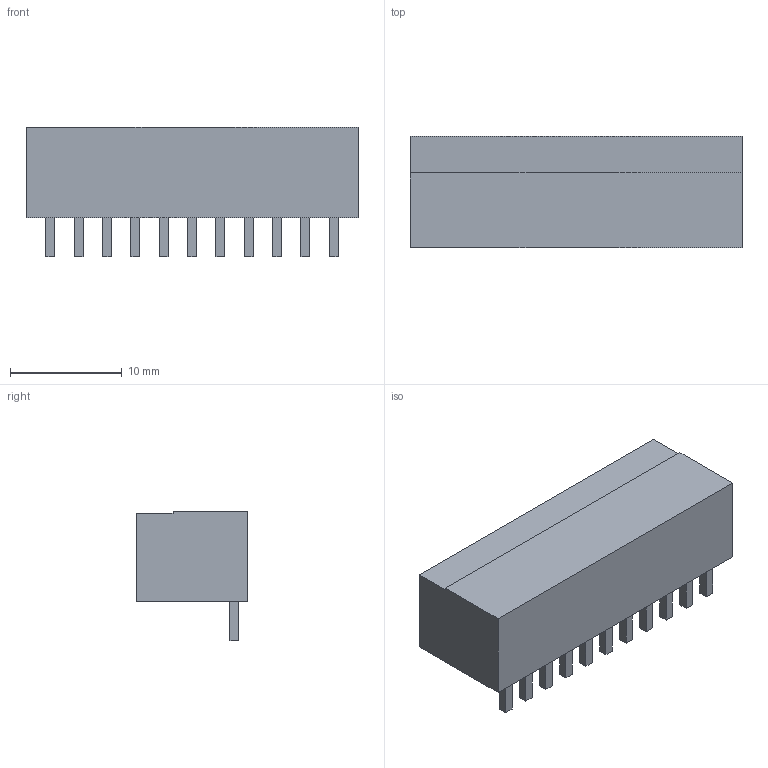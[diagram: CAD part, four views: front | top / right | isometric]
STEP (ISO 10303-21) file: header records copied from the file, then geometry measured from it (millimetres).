
FILE_DESCRIPTION (( 'STEP AP214' ), '1' );
FILE_NAME ('KF2EDGR-2.54-11P.STEP', '2021-04-08T16:13:49', ( '' ), ( '' ), 'SwSTEP 2.0', 'SolidWorks 2018', '' );
FILE_SCHEMA (( 'AUTOMOTIVE_DESIGN' ));
Length unit declared in the file: millimetre
Products named in the file (1): KF2EDGR-2.54-11P
Bounding box: 29.74 x 10 x 11.6 mm (x, y, z)
Volume: 1640.7 mm3; surface area: 2223.3 mm2
Topology: 1 solids, 1 shells, 211 faces, 558 edges, 372 vertices
Faces by surface type: plane 211
Entity records: 8747 total; most frequent: CARTESIAN_POINT 1142, ORIENTED_EDGE 1116, DIRECTION 982, EDGE_CURVE 558, LINE 558, VECTOR 558, VERTEX_POINT 372, EDGE_LOOP 234
